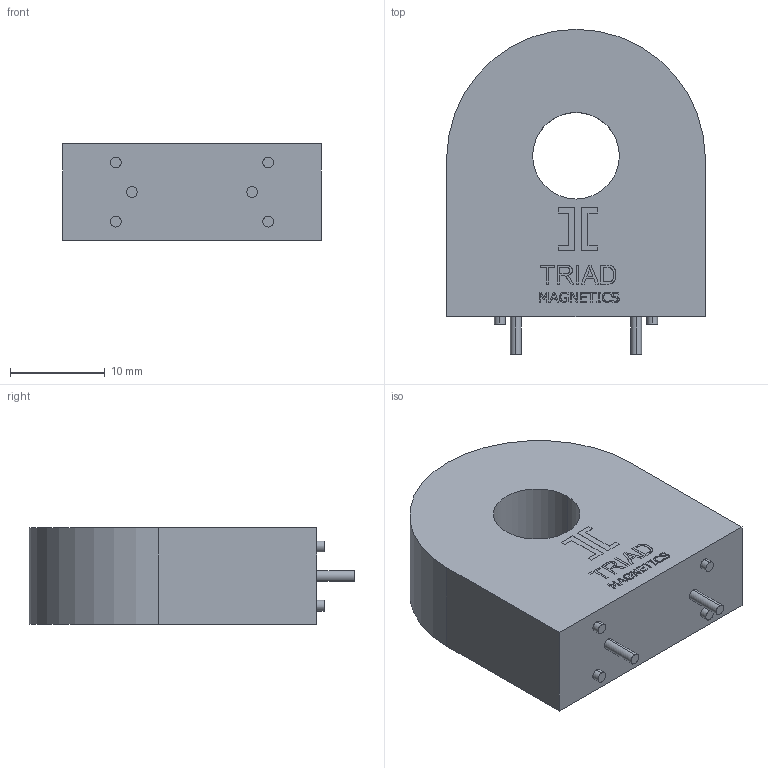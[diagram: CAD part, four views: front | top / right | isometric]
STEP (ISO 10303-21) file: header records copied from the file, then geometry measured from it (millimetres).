
FILE_DESCRIPTION (( 'STEP AP214' ), '1' );
FILE_NAME ('CST206-2A.STEP', '2024-11-10T11:28:00', ( '' ), ( '' ), 'SwSTEP 2.0', 'SolidWorks 2016', '' );
FILE_SCHEMA (( 'AUTOMOTIVE_DESIGN' ));
Length unit declared in the file: millimetre
Products named in the file (1): CST206-2A
Bounding box: 27.3 x 34.34 x 10.17 mm (x, y, z)
Volume: 6948.6 mm3; surface area: 2750.8 mm2
Topology: 1 solids, 1 shells, 252 faces, 672 edges, 448 vertices
Faces by surface type: plane 177, bspline 60, cylinder 15
Entity records: 12572 total; most frequent: CARTESIAN_POINT 4113, ORIENTED_EDGE 1344, DIRECTION 968, EDGE_CURVE 672, VECTOR 522, LINE 522, VERTEX_POINT 448, EDGE_LOOP 280
